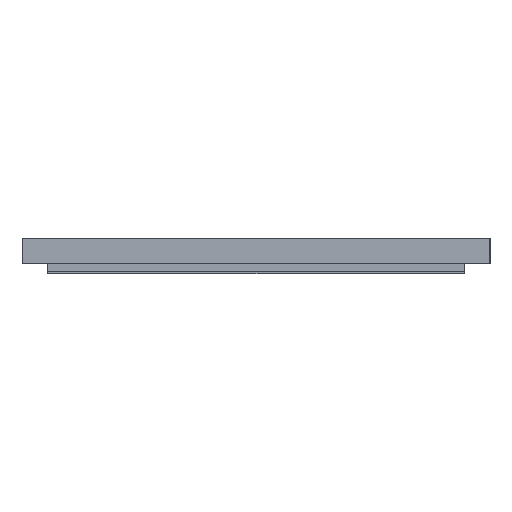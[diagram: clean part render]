
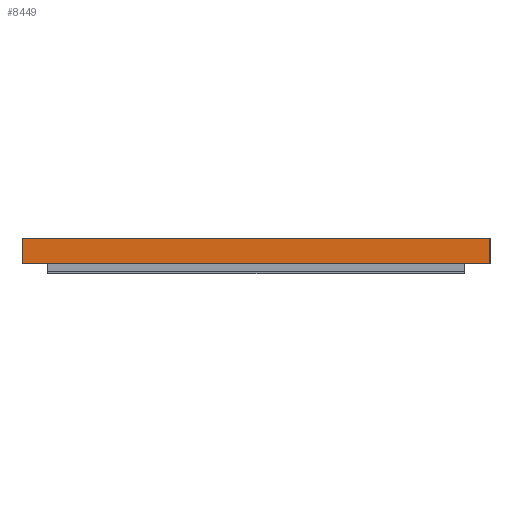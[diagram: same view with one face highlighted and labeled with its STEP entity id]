
A CAD part, left-side view. The second image highlights one B-rep face of the part: STEP entity #8449.
In plain terms, the highlighted planar face has unit normal (-1, 0, 0).
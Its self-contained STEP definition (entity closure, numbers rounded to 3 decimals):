
#588 = DIRECTION ( 'NONE',  ( 0., 0., 1. ) ) ;
#718 = VECTOR ( 'NONE', #1373, 1000. ) ;
#756 = VERTEX_POINT ( 'NONE', #4430 ) ;
#1071 = LINE ( 'NONE', #6829, #8899 ) ;
#1128 = CARTESIAN_POINT ( 'NONE',  ( -161.877, 397.5, 535. ) ) ;
#1361 = VERTEX_POINT ( 'NONE', #1128 ) ;
#1373 = DIRECTION ( 'NONE',  ( 0., 1., 0. ) ) ;
#1377 = LINE ( 'NONE', #11969, #4108 ) ;
#1567 = EDGE_CURVE ( 'NONE', #4678, #756, #6133, .T. ) ;
#1585 = VECTOR ( 'NONE', #4300, 1000. ) ;
#2229 = VERTEX_POINT ( 'NONE', #6773 ) ;
#2444 = FACE_OUTER_BOUND ( 'NONE', #8303, .T. ) ;
#3354 = LINE ( 'NONE', #5048, #1585 ) ;
#3376 = DIRECTION ( 'NONE',  ( 0., -1., 0. ) ) ;
#4108 = VECTOR ( 'NONE', #3376, 1000. ) ;
#4138 = ORIENTED_EDGE ( 'NONE', *, *, #9036, .F. ) ;
#4300 = DIRECTION ( 'NONE',  ( 0., 0., 1. ) ) ;
#4359 = EDGE_CURVE ( 'NONE', #2229, #4678, #1071, .T. ) ;
#4430 = CARTESIAN_POINT ( 'NONE',  ( -161.877, 397.5, 492. ) ) ;
#4618 = ORIENTED_EDGE ( 'NONE', *, *, #4359, .F. ) ;
#4678 = VERTEX_POINT ( 'NONE', #4914 ) ;
#4914 = CARTESIAN_POINT ( 'NONE',  ( -161.877, -397.5, 492. ) ) ;
#5048 = CARTESIAN_POINT ( 'NONE',  ( -161.877, 397.5, 513.5 ) ) ;
#5337 = DIRECTION ( 'NONE',  ( -1., 0., 0. ) ) ;
#5741 = ORIENTED_EDGE ( 'NONE', *, *, #1567, .F. ) ;
#6133 = LINE ( 'NONE', #9967, #718 ) ;
#6263 = PLANE ( 'NONE',  #6573 ) ;
#6573 = AXIS2_PLACEMENT_3D ( 'NONE', #10092, #5337, #588 ) ;
#6773 = CARTESIAN_POINT ( 'NONE',  ( -161.877, -397.5, 535. ) ) ;
#6829 = CARTESIAN_POINT ( 'NONE',  ( -161.877, -397.5, 513.5 ) ) ;
#7190 = DIRECTION ( 'NONE',  ( 0., 0., -1. ) ) ;
#8303 = EDGE_LOOP ( 'NONE', ( #4138, #5741, #4618, #11013 ) ) ;
#8449 = ADVANCED_FACE ( 'NONE', ( #2444 ), #6263, .T. ) ;
#8899 = VECTOR ( 'NONE', #7190, 1000. ) ;
#9036 = EDGE_CURVE ( 'NONE', #756, #1361, #3354, .T. ) ;
#9967 = CARTESIAN_POINT ( 'NONE',  ( -161.877, 0., 492. ) ) ;
#10092 = CARTESIAN_POINT ( 'NONE',  ( -161.877, 0., 513.5 ) ) ;
#11013 = ORIENTED_EDGE ( 'NONE', *, *, #12380, .F. ) ;
#11969 = CARTESIAN_POINT ( 'NONE',  ( -161.877, 0., 535. ) ) ;
#12380 = EDGE_CURVE ( 'NONE', #1361, #2229, #1377, .T. ) ;
